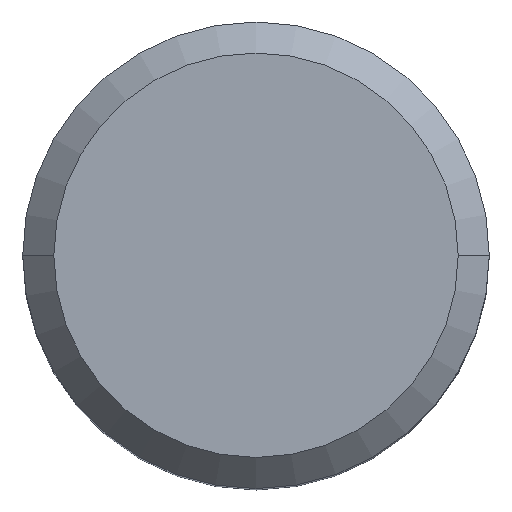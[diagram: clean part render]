
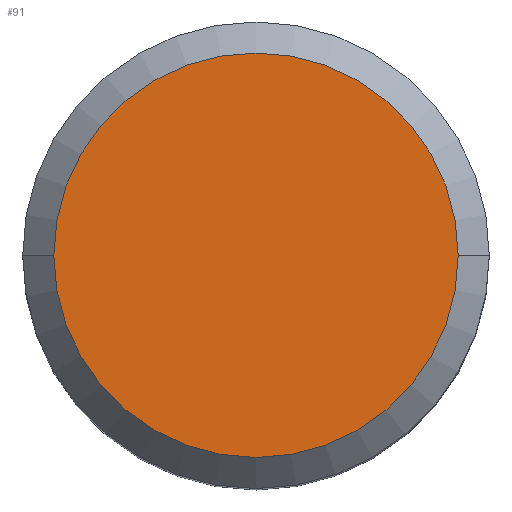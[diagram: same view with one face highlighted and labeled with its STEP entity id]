
A CAD part, top view. The second image highlights one B-rep face of the part: STEP entity #91.
In plain terms, the highlighted planar face has unit normal (0, 0, 1).
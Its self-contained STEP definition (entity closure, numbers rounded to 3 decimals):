
#91=ADVANCED_FACE('',(#223),#224,.T.);
#155=VERTEX_POINT('',#295);
#159=VERTEX_POINT('',#299);
#161=EDGE_CURVE('',#155,#159,#301,.T.);
#165=EDGE_CURVE('',#159,#155,#305,.T.);
#223=FACE_OUTER_BOUND('',#357,.T.);
#224=PLANE('',#358);
#295=CARTESIAN_POINT('',(-5.2,0.0,25.5));
#299=CARTESIAN_POINT('',(5.2,0.,25.5));
#301=CIRCLE('',#460,5.2);
#305=CIRCLE('',#467,5.2);
#357=EDGE_LOOP('',(#539,#540));
#358=AXIS2_PLACEMENT_3D('',#541,#542,#543);
#460=AXIS2_PLACEMENT_3D('',#618,#619,#620);
#467=AXIS2_PLACEMENT_3D('',#622,#623,#624);
#539=ORIENTED_EDGE('',*,*,#161,.F.);
#540=ORIENTED_EDGE('',*,*,#165,.F.);
#541=CARTESIAN_POINT('',(-2.6,0.0,25.5));
#542=DIRECTION('',(0.0,0.0,1.0));
#543=DIRECTION('',(1.0,-0.0,0.0));
#618=CARTESIAN_POINT('',(0.0,0.0,25.5));
#619=DIRECTION('',(0.0,0.0,-1.0));
#620=DIRECTION('',(-1.0,0.0,0.0));
#622=CARTESIAN_POINT('',(0.0,0.0,25.5));
#623=DIRECTION('',(0.0,0.0,-1.0));
#624=DIRECTION('',(-1.0,0.0,0.0));
